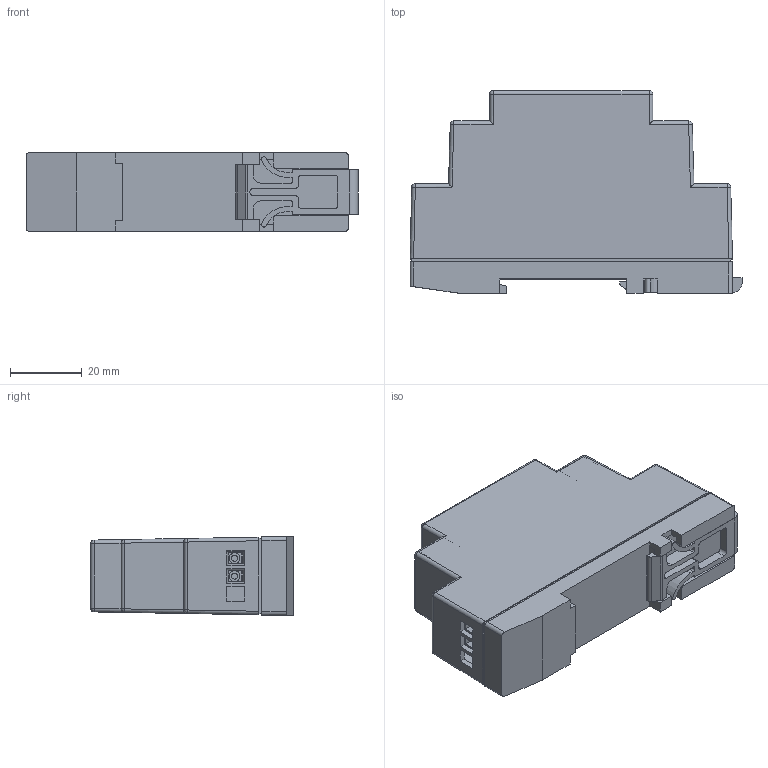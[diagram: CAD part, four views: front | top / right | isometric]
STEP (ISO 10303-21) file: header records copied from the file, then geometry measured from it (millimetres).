
FILE_DESCRIPTION (( 'STEP AP214' ), '1' );
FILE_NAME ('3D Ìîäåëü ÁÏ02Á-Ä1-24.STEP', '2021-06-18T14:12:09', ( '' ), ( '' ), 'SwSTEP 2.0', 'SolidWorks 2015', '' );
FILE_SCHEMA (( 'AUTOMOTIVE_DESIGN' ));
Length unit declared in the file: millimetre
Products named in the file (5): Ôèêñàòîð ÈÑÊÐÀ; Êëåììà_14õ9,8õ5ìì; Êîðïóñ Ä1; 椯鴀殣罻; 3D Ìîäåëü ÁÏ02Á-Ä1-24
Assembly tree (7 placements, depth 2):
  3D Ìîäåëü ÁÏ02Á-Ä1-24
    Êîðïóñ Ä1
    椯鴀殣罻
    Êëåììà_14õ9,8õ5ìì  x4
    Ôèêñàòîð ÈÑÊÐÀ
Bounding box: 92.67 x 56.6 x 22 mm (x, y, z)
Volume: 65436.1 mm3; surface area: 26530 mm2
Topology: 23 solids, 23 shells, 2267 faces, 6185 edges, 4100 vertices
Faces by surface type: plane 1973, cylinder 143, bspline 139, sphere 12
Entity records: 88001 total; most frequent: CARTESIAN_POINT 14262, ORIENTED_EDGE 11638, DIRECTION 9647, EDGE_CURVE 5819, LINE 5347, VECTOR 5347, VERTEX_POINT 3866, EDGE_LOOP 2275
